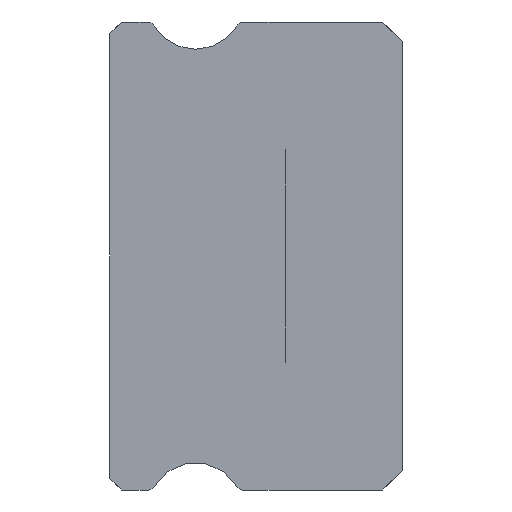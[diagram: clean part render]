
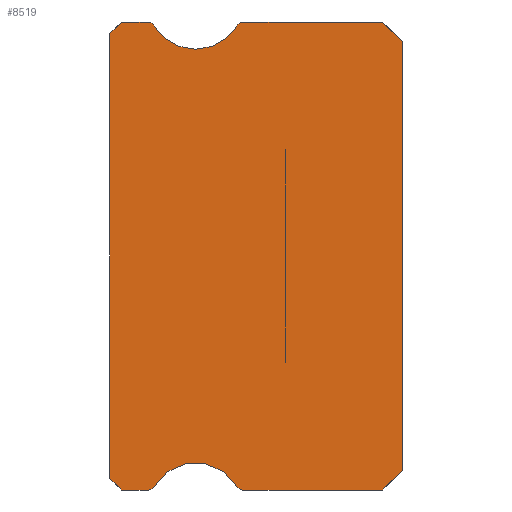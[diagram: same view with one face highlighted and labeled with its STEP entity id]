
A CAD part, left-side view. The second image highlights one B-rep face of the part: STEP entity #8519.
In plain terms, the highlighted planar face has unit normal (-1, 0, 0).
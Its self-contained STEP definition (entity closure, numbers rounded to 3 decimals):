
#105 = CARTESIAN_POINT ( 'NONE',  ( -7.5, 6.512, -6. ) ) ;
#115 = DIRECTION ( 'NONE',  ( 0., -1., 0. ) ) ;
#201 = VERTEX_POINT ( 'NONE', #334 ) ;
#320 = DIRECTION ( 'NONE',  ( 1., 0., 0. ) ) ;
#334 = CARTESIAN_POINT ( 'NONE',  ( -7.5, 4.217, -5.925 ) ) ;
#369 = LINE ( 'NONE', #3708, #8726 ) ;
#374 = PLANE ( 'NONE',  #8980 ) ;
#527 = EDGE_CURVE ( 'NONE', #7136, #201, #10593, .T. ) ;
#650 = CIRCLE ( 'NONE', #1544, 1.25 ) ;
#743 = CIRCLE ( 'NONE', #8720, 1.25 ) ;
#928 = EDGE_CURVE ( 'NONE', #5244, #9368, #8851, .T. ) ;
#1062 = CARTESIAN_POINT ( 'NONE',  ( -7.5, 6.512, 6. ) ) ;
#1132 = DIRECTION ( 'NONE',  ( -1., 0., 0. ) ) ;
#1241 = EDGE_CURVE ( 'NONE', #2429, #1780, #6267, .T. ) ;
#1278 = CARTESIAN_POINT ( 'NONE',  ( -7.5, 0., 5.5 ) ) ;
#1390 = LINE ( 'NONE', #3991, #8233 ) ;
#1429 = DIRECTION ( 'NONE',  ( 0., 0., 1. ) ) ;
#1434 = LINE ( 'NONE', #8532, #2196 ) ;
#1544 = AXIS2_PLACEMENT_3D ( 'NONE', #2110, #6365, #6527 ) ;
#1601 = DIRECTION ( 'NONE',  ( 0., 1., 0. ) ) ;
#1742 = EDGE_CURVE ( 'NONE', #9487, #5205, #1390, .T. ) ;
#1744 = CARTESIAN_POINT ( 'NONE',  ( -7.5, 7.2, 6. ) ) ;
#1780 = VERTEX_POINT ( 'NONE', #3241 ) ;
#1813 = DIRECTION ( 'NONE',  ( -1., 0., 0. ) ) ;
#1930 = DIRECTION ( 'NONE',  ( 0., 0., -1. ) ) ;
#2110 = CARTESIAN_POINT ( 'NONE',  ( -7.5, 5.3, 6.55 ) ) ;
#2196 = VECTOR ( 'NONE', #11150, 1000. ) ;
#2280 = CARTESIAN_POINT ( 'NONE',  ( -7.5, 6.512, 5.85 ) ) ;
#2404 = CARTESIAN_POINT ( 'NONE',  ( -7.5, 5.3, 5.3 ) ) ;
#2429 = VERTEX_POINT ( 'NONE', #10918 ) ;
#2583 = LINE ( 'NONE', #9207, #7464 ) ;
#2720 = ORIENTED_EDGE ( 'NONE', *, *, #2746, .F. ) ;
#2746 = EDGE_CURVE ( 'NONE', #201, #4954, #743, .T. ) ;
#2936 = ORIENTED_EDGE ( 'NONE', *, *, #527, .F. ) ;
#2966 = CARTESIAN_POINT ( 'NONE',  ( -7.5, 4.088, -5.85 ) ) ;
#2983 = ORIENTED_EDGE ( 'NONE', *, *, #6972, .F. ) ;
#3241 = CARTESIAN_POINT ( 'NONE',  ( -7.5, 0.5, 6. ) ) ;
#3246 = ORIENTED_EDGE ( 'NONE', *, *, #4635, .F. ) ;
#3315 = CARTESIAN_POINT ( 'NONE',  ( -7.5, 7.2, 6. ) ) ;
#3329 = EDGE_CURVE ( 'NONE', #9487, #9796, #1434, .T. ) ;
#3378 = ORIENTED_EDGE ( 'NONE', *, *, #8844, .F. ) ;
#3514 = VECTOR ( 'NONE', #7353, 1000. ) ;
#3522 = VERTEX_POINT ( 'NONE', #105 ) ;
#3523 = CARTESIAN_POINT ( 'NONE',  ( -7.5, 5.3, -6.55 ) ) ;
#3621 = AXIS2_PLACEMENT_3D ( 'NONE', #7568, #11044, #5127 ) ;
#3708 = CARTESIAN_POINT ( 'NONE',  ( -7.5, 6.512, -6. ) ) ;
#3814 = DIRECTION ( 'NONE',  ( 1., 0., 0. ) ) ;
#3844 = DIRECTION ( 'NONE',  ( 0., 0., -1. ) ) ;
#3991 = CARTESIAN_POINT ( 'NONE',  ( -7.5, 7.2, -6. ) ) ;
#4062 = EDGE_CURVE ( 'NONE', #6436, #2429, #6905, .T. ) ;
#4166 = LINE ( 'NONE', #11164, #10520 ) ;
#4229 = CARTESIAN_POINT ( 'NONE',  ( -7.5, 4.088, 5.85 ) ) ;
#4367 = AXIS2_PLACEMENT_3D ( 'NONE', #4229, #6779, #5131 ) ;
#4518 = CIRCLE ( 'NONE', #3621, 0.15 ) ;
#4604 = DIRECTION ( 'NONE',  ( 0., 0., -1. ) ) ;
#4635 = EDGE_CURVE ( 'NONE', #9368, #7136, #2583, .T. ) ;
#4926 = CARTESIAN_POINT ( 'NONE',  ( -7.5, 6.383, -5.925 ) ) ;
#4954 = VERTEX_POINT ( 'NONE', #4926 ) ;
#5127 = DIRECTION ( 'NONE',  ( 0., 0., -1. ) ) ;
#5131 = DIRECTION ( 'NONE',  ( 0., 0., -1. ) ) ;
#5205 = VERTEX_POINT ( 'NONE', #8975 ) ;
#5244 = VERTEX_POINT ( 'NONE', #5492 ) ;
#5359 = VECTOR ( 'NONE', #10503, 1000. ) ;
#5451 = ORIENTED_EDGE ( 'NONE', *, *, #9095, .F. ) ;
#5492 = CARTESIAN_POINT ( 'NONE',  ( -7.5, 0., -5.5 ) ) ;
#5536 = EDGE_LOOP ( 'NONE', ( #10279, #8133, #8678, #7816, #5451, #2720, #2936, #3246, #7101, #6322, #7471, #5890, #8284, #3378, #2983, #8993, #5806 ) ) ;
#5806 = ORIENTED_EDGE ( 'NONE', *, *, #7539, .T. ) ;
#5890 = ORIENTED_EDGE ( 'NONE', *, *, #1241, .F. ) ;
#6267 = LINE ( 'NONE', #1062, #6768 ) ;
#6319 = CARTESIAN_POINT ( 'NONE',  ( -7.5, 6.512, 6. ) ) ;
#6322 = ORIENTED_EDGE ( 'NONE', *, *, #8312, .T. ) ;
#6341 = EDGE_CURVE ( 'NONE', #5205, #3522, #369, .T. ) ;
#6365 = DIRECTION ( 'NONE',  ( -1., 0., 0. ) ) ;
#6436 = VERTEX_POINT ( 'NONE', #7030 ) ;
#6489 = DIRECTION ( 'NONE',  ( 1., 0., 0. ) ) ;
#6527 = DIRECTION ( 'NONE',  ( 0., 0., -1. ) ) ;
#6546 = LINE ( 'NONE', #1278, #6997 ) ;
#6613 = AXIS2_PLACEMENT_3D ( 'NONE', #9982, #1132, #3844 ) ;
#6768 = VECTOR ( 'NONE', #115, 1000. ) ;
#6779 = DIRECTION ( 'NONE',  ( 1., 0., 0. ) ) ;
#6905 = CIRCLE ( 'NONE', #4367, 0.15 ) ;
#6906 = VERTEX_POINT ( 'NONE', #10810 ) ;
#6953 = LINE ( 'NONE', #9511, #8440 ) ;
#6972 = EDGE_CURVE ( 'NONE', #6906, #7895, #650, .T. ) ;
#6997 = VECTOR ( 'NONE', #1429, 1000. ) ;
#7030 = CARTESIAN_POINT ( 'NONE',  ( -7.5, 4.217, 5.925 ) ) ;
#7101 = ORIENTED_EDGE ( 'NONE', *, *, #928, .F. ) ;
#7136 = VERTEX_POINT ( 'NONE', #9301 ) ;
#7278 = DIRECTION ( 'NONE',  ( 0., 0., -1. ) ) ;
#7327 = DIRECTION ( 'NONE',  ( 0., -1., 0. ) ) ;
#7353 = DIRECTION ( 'NONE',  ( 0., 0.707, -0.707 ) ) ;
#7464 = VECTOR ( 'NONE', #1601, 1000. ) ;
#7471 = ORIENTED_EDGE ( 'NONE', *, *, #8039, .F. ) ;
#7539 = EDGE_CURVE ( 'NONE', #8094, #9120, #7643, .T. ) ;
#7568 = CARTESIAN_POINT ( 'NONE',  ( -7.5, 6.512, -5.85 ) ) ;
#7643 = LINE ( 'NONE', #1744, #5359 ) ;
#7704 = CIRCLE ( 'NONE', #6613, 1.25 ) ;
#7720 = AXIS2_PLACEMENT_3D ( 'NONE', #2280, #6489, #10829 ) ;
#7816 = ORIENTED_EDGE ( 'NONE', *, *, #6341, .T. ) ;
#7895 = VERTEX_POINT ( 'NONE', #2404 ) ;
#7905 = CIRCLE ( 'NONE', #7720, 0.15 ) ;
#8030 = AXIS2_PLACEMENT_3D ( 'NONE', #2966, #320, #4604 ) ;
#8039 = EDGE_CURVE ( 'NONE', #1780, #9593, #6953, .T. ) ;
#8094 = VERTEX_POINT ( 'NONE', #6319 ) ;
#8125 = FACE_OUTER_BOUND ( 'NONE', #5536, .T. ) ;
#8133 = ORIENTED_EDGE ( 'NONE', *, *, #3329, .F. ) ;
#8233 = VECTOR ( 'NONE', #10428, 1000. ) ;
#8272 = EDGE_CURVE ( 'NONE', #8094, #6906, #7905, .T. ) ;
#8284 = ORIENTED_EDGE ( 'NONE', *, *, #4062, .F. ) ;
#8312 = EDGE_CURVE ( 'NONE', #5244, #9593, #6546, .T. ) ;
#8440 = VECTOR ( 'NONE', #10250, 1000. ) ;
#8519 = ADVANCED_FACE ( 'NONE', ( #8125 ), #374, .F. ) ;
#8532 = CARTESIAN_POINT ( 'NONE',  ( -7.5, 7.5, 5.85 ) ) ;
#8678 = ORIENTED_EDGE ( 'NONE', *, *, #1742, .T. ) ;
#8720 = AXIS2_PLACEMENT_3D ( 'NONE', #3523, #1813, #1930 ) ;
#8726 = VECTOR ( 'NONE', #7327, 1000. ) ;
#8747 = CARTESIAN_POINT ( 'NONE',  ( -7.5, 7.5, 5.7 ) ) ;
#8816 = CARTESIAN_POINT ( 'NONE',  ( -7.5, 7.5, -5.7 ) ) ;
#8844 = EDGE_CURVE ( 'NONE', #7895, #6436, #7704, .T. ) ;
#8851 = LINE ( 'NONE', #9709, #3514 ) ;
#8975 = CARTESIAN_POINT ( 'NONE',  ( -7.5, 7.2, -6. ) ) ;
#8980 = AXIS2_PLACEMENT_3D ( 'NONE', #10532, #3814, #7278 ) ;
#8993 = ORIENTED_EDGE ( 'NONE', *, *, #8272, .F. ) ;
#9095 = EDGE_CURVE ( 'NONE', #4954, #3522, #4518, .T. ) ;
#9097 = EDGE_CURVE ( 'NONE', #9120, #9796, #4166, .T. ) ;
#9120 = VERTEX_POINT ( 'NONE', #3315 ) ;
#9207 = CARTESIAN_POINT ( 'NONE',  ( -7.5, 6.512, -6. ) ) ;
#9301 = CARTESIAN_POINT ( 'NONE',  ( -7.5, 4.088, -6. ) ) ;
#9368 = VERTEX_POINT ( 'NONE', #10359 ) ;
#9487 = VERTEX_POINT ( 'NONE', #8816 ) ;
#9511 = CARTESIAN_POINT ( 'NONE',  ( -7.5, 0.5, 6. ) ) ;
#9593 = VERTEX_POINT ( 'NONE', #10866 ) ;
#9709 = CARTESIAN_POINT ( 'NONE',  ( -7.5, 0., -5.5 ) ) ;
#9796 = VERTEX_POINT ( 'NONE', #8747 ) ;
#9982 = CARTESIAN_POINT ( 'NONE',  ( -7.5, 5.3, 6.55 ) ) ;
#10250 = DIRECTION ( 'NONE',  ( 0., -0.707, -0.707 ) ) ;
#10279 = ORIENTED_EDGE ( 'NONE', *, *, #9097, .T. ) ;
#10359 = CARTESIAN_POINT ( 'NONE',  ( -7.5, 0.5, -6. ) ) ;
#10428 = DIRECTION ( 'NONE',  ( 0., -0.707, -0.707 ) ) ;
#10503 = DIRECTION ( 'NONE',  ( 0., 1., 0. ) ) ;
#10520 = VECTOR ( 'NONE', #11221, 1000. ) ;
#10532 = CARTESIAN_POINT ( 'NONE',  ( -7.5, 6.512, 5.85 ) ) ;
#10593 = CIRCLE ( 'NONE', #8030, 0.15 ) ;
#10810 = CARTESIAN_POINT ( 'NONE',  ( -7.5, 6.383, 5.925 ) ) ;
#10829 = DIRECTION ( 'NONE',  ( 0., 0., -1. ) ) ;
#10866 = CARTESIAN_POINT ( 'NONE',  ( -7.5, 0., 5.5 ) ) ;
#10918 = CARTESIAN_POINT ( 'NONE',  ( -7.5, 4.088, 6. ) ) ;
#11044 = DIRECTION ( 'NONE',  ( 1., 0., 0. ) ) ;
#11150 = DIRECTION ( 'NONE',  ( 0., 0., 1. ) ) ;
#11164 = CARTESIAN_POINT ( 'NONE',  ( -7.5, 7.5, 5.7 ) ) ;
#11221 = DIRECTION ( 'NONE',  ( 0., 0.707, -0.707 ) ) ;
